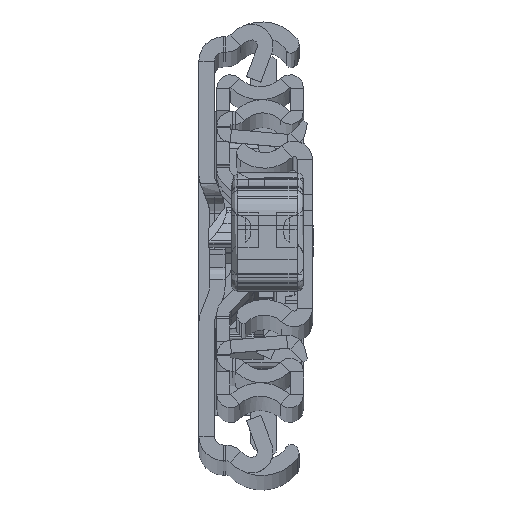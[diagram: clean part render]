
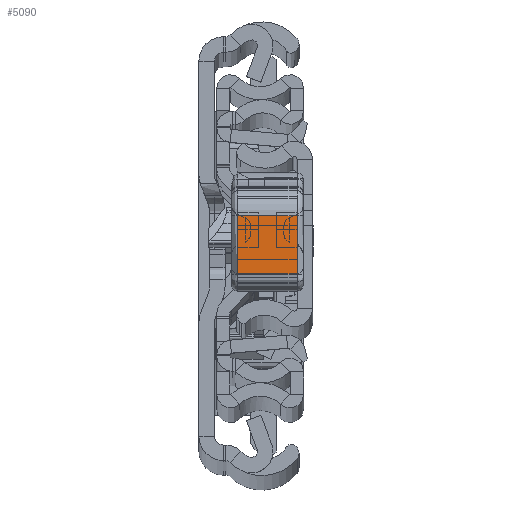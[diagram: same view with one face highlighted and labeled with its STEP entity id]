
A CAD part, top view. The second image highlights one B-rep face of the part: STEP entity #5090.
In plain terms, the highlighted face is planar.
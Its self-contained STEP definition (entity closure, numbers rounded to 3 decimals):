
#897 = LINE ( 'NONE', #14144, #9971 ) ;
#1030 = ORIENTED_EDGE ( 'NONE', *, *, #16518, .T. ) ;
#1383 = VERTEX_POINT ( 'NONE', #5274 ) ;
#1483 = LINE ( 'NONE', #22591, #1886 ) ;
#1886 = VECTOR ( 'NONE', #6588, 1000. ) ;
#2804 = ORIENTED_EDGE ( 'NONE', *, *, #15603, .T. ) ;
#3560 = ORIENTED_EDGE ( 'NONE', *, *, #18614, .T. ) ;
#3835 = VECTOR ( 'NONE', #29852, 1000. ) ;
#5090 = ADVANCED_FACE ( 'NONE', ( #17620 ), #9964, .F. ) ;
#5274 = CARTESIAN_POINT ( 'NONE',  ( 39.818, -2.465, 10. ) ) ;
#5836 = DIRECTION ( 'NONE',  ( 0.027, 1., 0. ) ) ;
#6345 = VERTEX_POINT ( 'NONE', #9969 ) ;
#6351 = EDGE_LOOP ( 'NONE', ( #1030, #2804, #25647, #3560 ) ) ;
#6588 = DIRECTION ( 'NONE',  ( 0., 0., -1. ) ) ;
#9964 = PLANE ( 'NONE',  #31921 ) ;
#9969 = CARTESIAN_POINT ( 'NONE',  ( 39.55, -12.274, 0. ) ) ;
#9971 = VECTOR ( 'NONE', #5836, 1000. ) ;
#10157 = EDGE_CURVE ( 'NONE', #17549, #1383, #11789, .T. ) ;
#11789 = LINE ( 'NONE', #19466, #3835 ) ;
#14144 = CARTESIAN_POINT ( 'NONE',  ( 39.55, -12.274, 0. ) ) ;
#15399 = CARTESIAN_POINT ( 'NONE',  ( 39.55, -12.274, 11. ) ) ;
#15603 = EDGE_CURVE ( 'NONE', #6345, #17549, #897, .T. ) ;
#16518 = EDGE_CURVE ( 'NONE', #28191, #6345, #1483, .T. ) ;
#17052 = DIRECTION ( 'NONE',  ( -0.027, -1., 0. ) ) ;
#17549 = VERTEX_POINT ( 'NONE', #30781 ) ;
#17620 = FACE_OUTER_BOUND ( 'NONE', #6351, .T. ) ;
#18614 = EDGE_CURVE ( 'NONE', #1383, #28191, #22003, .T. ) ;
#18869 = CARTESIAN_POINT ( 'NONE',  ( 39.55, -12.274, 10. ) ) ;
#19466 = CARTESIAN_POINT ( 'NONE',  ( 39.818, -2.465, 11. ) ) ;
#22003 = LINE ( 'NONE', #30335, #25364 ) ;
#22591 = CARTESIAN_POINT ( 'NONE',  ( 39.55, -12.274, 11. ) ) ;
#25364 = VECTOR ( 'NONE', #17052, 1000. ) ;
#25647 = ORIENTED_EDGE ( 'NONE', *, *, #10157, .T. ) ;
#28172 = DIRECTION ( 'NONE',  ( -1., 0.027, 0. ) ) ;
#28191 = VERTEX_POINT ( 'NONE', #18869 ) ;
#29852 = DIRECTION ( 'NONE',  ( 0., 0., 1. ) ) ;
#30335 = CARTESIAN_POINT ( 'NONE',  ( 39.55, -12.274, 10. ) ) ;
#30554 = DIRECTION ( 'NONE',  ( -0.027, -1., 0. ) ) ;
#30781 = CARTESIAN_POINT ( 'NONE',  ( 39.818, -2.465, 0. ) ) ;
#31921 = AXIS2_PLACEMENT_3D ( 'NONE', #15399, #28172, #30554 ) ;
